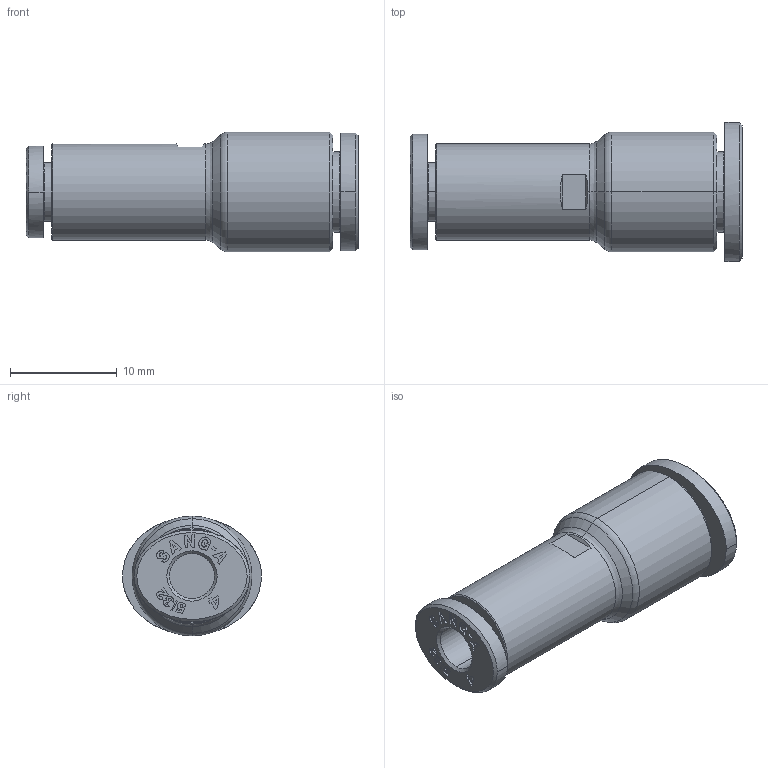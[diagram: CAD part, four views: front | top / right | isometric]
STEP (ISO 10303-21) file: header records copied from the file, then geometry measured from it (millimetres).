
FILE_DESCRIPTION((''),'2;1');
FILE_NAME('GPG_0604(3D).stp','2012-12-20T14:38:33',(''),(''),'Mechanical Desktop.R8.0.24.0','Mechanical Desktop.R8.0.24.0',', , ');
FILE_SCHEMA(('CONFIG_CONTROL_DESIGN'));
Length unit declared in the file: millimetre
Products named in the file (2): GPG_0604(3D); ºÎÇ°1
Assembly tree (1 placements, depth 2):
  GPG_0604(3D)
    ºÎÇ°1
Bounding box: 31.05 x 13 x 11.2 mm (x, y, z)
Volume: 1723.7 mm3; surface area: 1853.3 mm2
Topology: 1 solids, 1 shells, 607 faces, 1710 edges, 1135 vertices
Faces by surface type: plane 501, bspline 61, cylinder 31, cone 12, torus 2
Entity records: 20911 total; most frequent: CARTESIAN_POINT 5164, ORIENTED_EDGE 3420, DIRECTION 2988, EDGE_CURVE 1710, VECTOR 1502, LINE 1502, VERTEX_POINT 1135, AXIS2_PLACEMENT_3D 743
